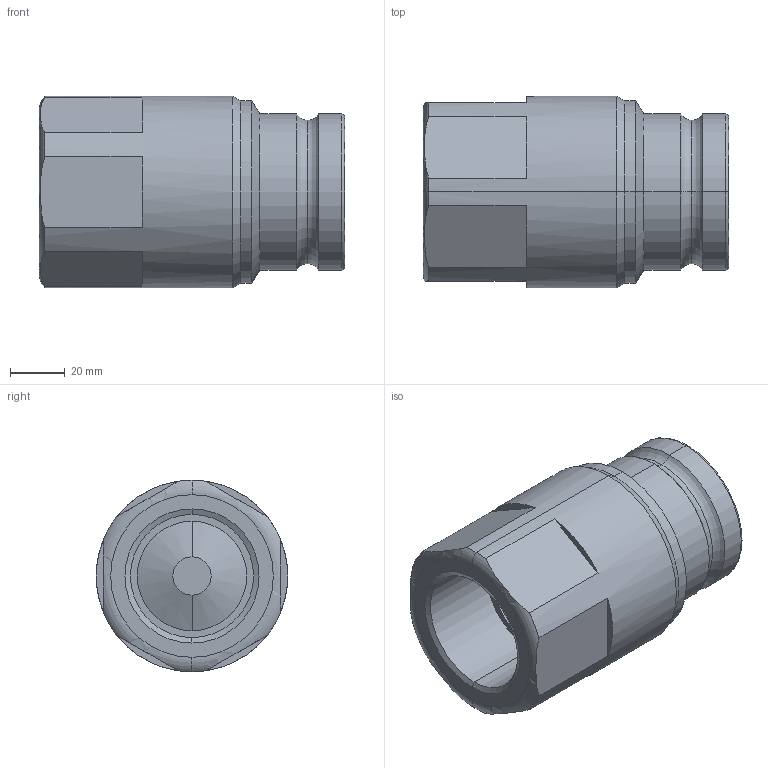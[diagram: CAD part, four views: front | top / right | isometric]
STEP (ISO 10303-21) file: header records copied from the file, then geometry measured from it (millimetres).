
FILE_DESCRIPTION (( 'STEP AP214' ), '1' );
FILE_NAME ('BF40.7107_IC_JV.STEP', '2016-10-13T08:57:52', ( '' ), ( '' ), 'SwSTEP 2.0', 'SolidWorks 2016', '' );
FILE_SCHEMA (( 'AUTOMOTIVE_DESIGN' ));
Length unit declared in the file: millimetre
Products named in the file (1): BF40.7107_IC_JV
Bounding box: 111.51 x 70 x 70 mm (x, y, z)
Volume: 321459.7 mm3; surface area: 34767.4 mm2
Topology: 1 solids, 1 shells, 50 faces, 110 edges, 66 vertices
Faces by surface type: plane 18, cylinder 14, torus 10, cone 8
Entity records: 1538 total; most frequent: CARTESIAN_POINT 361, DIRECTION 270, ORIENTED_EDGE 220, AXIS2_PLACEMENT_3D 115, EDGE_CURVE 110, VERTEX_POINT 66, CIRCLE 64, EDGE_LOOP 54
